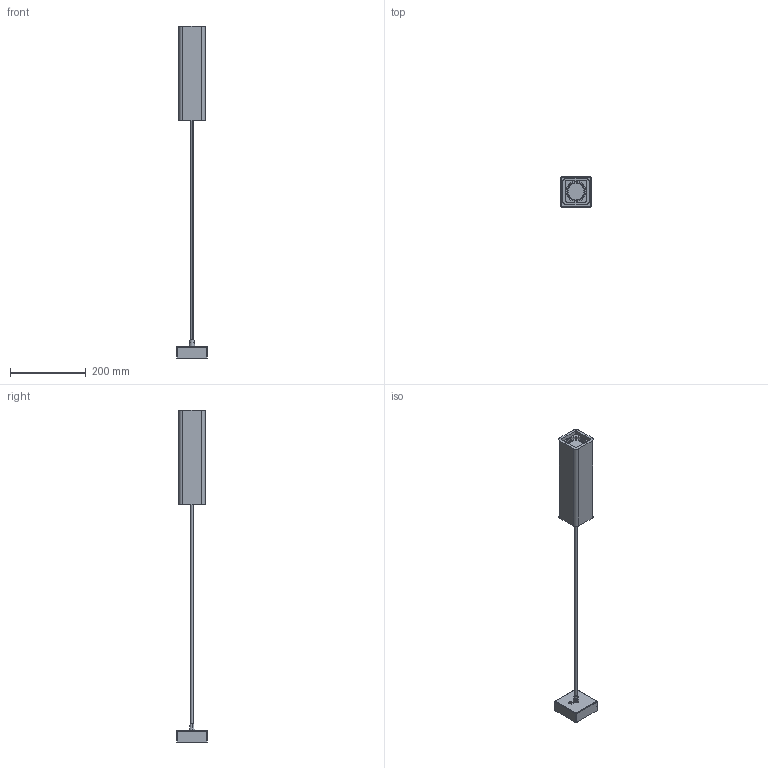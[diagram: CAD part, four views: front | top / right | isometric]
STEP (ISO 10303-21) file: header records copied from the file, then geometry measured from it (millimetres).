
FILE_DESCRIPTION((''),'2;1');
FILE_NAME('MH-2308_ASM','2021-12-18T15:54:54',('阿海'),(''),'CREO PARAMETRIC BY PTC INC, 2021284','CREO PARAMETRIC BY PTC INC, 2021284','');
FILE_SCHEMA(('CONFIG_CONTROL_DESIGN'));
Length unit declared in the file: millimetre
Products named in the file (15): 2308-01; 2308000; 0001; 230800; 0070001; 0002; 1039; 3FENYAXIANJIA; M10_JU_HUA_JIE; M10X25; M6X60001; GU10_DENG_PAO; GU10_DENG_TOU; GU10_DENG_BEI_ASM; MH-2308_ASM
Assembly tree (14 placements, depth 3):
  MH-2308_ASM
    2308-01
    2308000
    0001
    230800
    0070001
    0002
    1039
    3FENYAXIANJIA
    M10_JU_HUA_JIE
    M10X25
    M6X60001
    GU10_DENG_BEI_ASM
      GU10_DENG_PAO
      GU10_DENG_TOU
Bounding box: 80 x 80 x 875 mm (x, y, z)
Volume: 861934.1 mm3; surface area: 193607.9 mm2
Topology: 14 solids, 15 shells, 687 faces, 1699 edges, 1084 vertices
Faces by surface type: plane 277, cylinder 218, bspline 113, cone 59, torus 18, sphere 2
Entity records: 36572 total; most frequent: CARTESIAN_POINT 20739, ORIENTED_EDGE 3390, DIRECTION 2971, EDGE_CURVE 1695, AXIS2_PLACEMENT_3D 1135, VERTEX_POINT 1084, EDGE_LOOP 759, VECTOR 701
